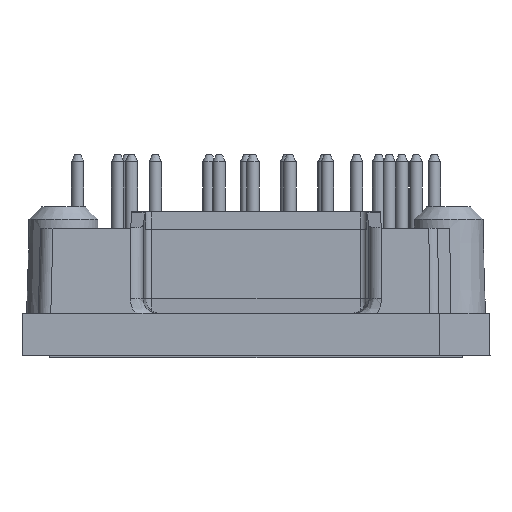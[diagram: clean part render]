
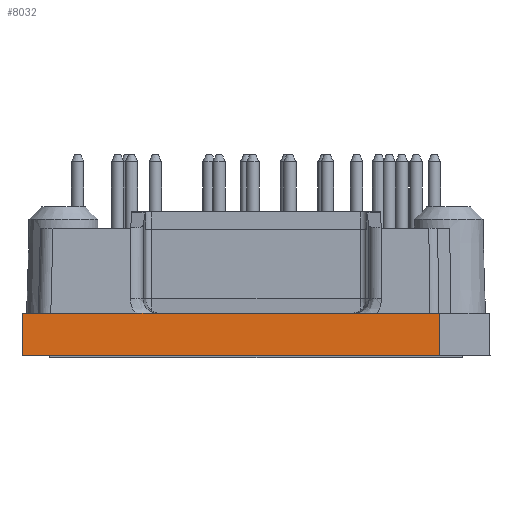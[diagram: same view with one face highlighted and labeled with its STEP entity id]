
A CAD part, left-side view. The second image highlights one B-rep face of the part: STEP entity #8032.
In plain terms, the highlighted planar face has unit normal (-1, 0, 0.018).
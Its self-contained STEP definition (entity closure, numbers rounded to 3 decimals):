
#1914=ORIENTED_EDGE('',*,*,#3619,.T.);
#1915=ORIENTED_EDGE('',*,*,#3620,.F.);
#1916=ORIENTED_EDGE('',*,*,#3617,.T.);
#1917=ORIENTED_EDGE('',*,*,#3570,.T.);
#3570=EDGE_CURVE('',#4499,#4503,#5215,.F.);
#3617=EDGE_CURVE('',#4544,#4499,#5254,.T.);
#3619=EDGE_CURVE('',#4503,#4545,#5256,.F.);
#3620=EDGE_CURVE('',#4544,#4545,#5257,.F.);
#4499=VERTEX_POINT('',#16675);
#4503=VERTEX_POINT('',#16683);
#4544=VERTEX_POINT('',#16779);
#4545=VERTEX_POINT('',#16783);
#5215=LINE('',#16684,#5852);
#5254=LINE('',#16778,#5891);
#5256=LINE('',#16782,#5893);
#5257=LINE('',#16784,#5894);
#5852=VECTOR('',#12432,1000.);
#5891=VECTOR('',#12501,1000.);
#5893=VECTOR('',#12505,1000.);
#5894=VECTOR('',#12506,1000.);
#6358=EDGE_LOOP('',(#1914,#1915,#1916,#1917));
#7075=FACE_BOUND('',#6358,.T.);
#7638=PLANE('',#11053);
#8032=ADVANCED_FACE('',(#7075),#7638,.T.);
#11053=AXIS2_PLACEMENT_3D('',#16781,#12503,#12504);
#12432=DIRECTION('',(0.,1.,0.));
#12501=DIRECTION('',(-0.017,0.017,-1.));
#12503=DIRECTION('',(-1.,0.,0.017));
#12504=DIRECTION('',(0.017,0.,1.));
#12505=DIRECTION('',(-0.017,-0.007,-1.));
#12506=DIRECTION('',(0.,1.,0.));
#16675=CARTESIAN_POINT('',(-41.,18.7,0.));
#16683=CARTESIAN_POINT('',(-41.,-14.7,0.));
#16684=CARTESIAN_POINT('',(-41.,0.,0.));
#16778=CARTESIAN_POINT('',(-40.994,18.694,0.326));
#16779=CARTESIAN_POINT('',(-40.941,18.641,3.4));
#16781=CARTESIAN_POINT('',(-41.,0.,0.));
#16782=CARTESIAN_POINT('',(-40.998,-14.699,0.134));
#16783=CARTESIAN_POINT('',(-40.941,-14.675,3.4));
#16784=CARTESIAN_POINT('',(-40.941,0.,3.4));
